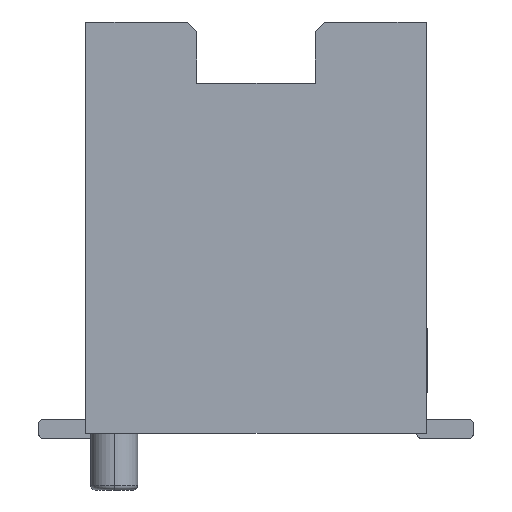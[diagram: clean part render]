
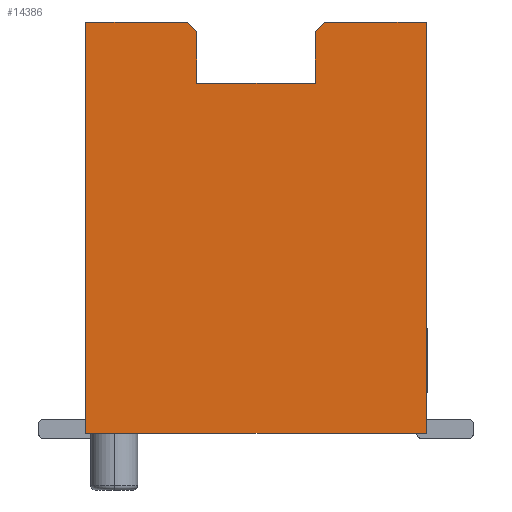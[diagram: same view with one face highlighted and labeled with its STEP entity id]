
A CAD part, left-side view. The second image highlights one B-rep face of the part: STEP entity #14386.
In plain terms, the highlighted planar face has unit normal (-1, 0, 0).
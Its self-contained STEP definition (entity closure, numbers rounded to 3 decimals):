
#329 = CARTESIAN_POINT ( 'NONE',  ( -3.6, 1.8, 0. ) ) ;
#866 = VERTEX_POINT ( 'NONE', #20448 ) ;
#885 = LINE ( 'NONE', #6641, #5451 ) ;
#1211 = DIRECTION ( 'NONE',  ( 0., 0.707, 0.707 ) ) ;
#1994 = VERTEX_POINT ( 'NONE', #4994 ) ;
#2007 = DIRECTION ( 'NONE',  ( 0., -1., 0. ) ) ;
#2957 = CARTESIAN_POINT ( 'NONE',  ( -3.6, 1.8, 4.35 ) ) ;
#4349 = EDGE_LOOP ( 'NONE', ( #22380, #20171, #23825, #35424, #7446, #15640, #4523, #34979, #5780, #7629 ) ) ;
#4523 = ORIENTED_EDGE ( 'NONE', *, *, #14027, .F. ) ;
#4602 = CARTESIAN_POINT ( 'NONE',  ( -3.6, -0.625, 4.25 ) ) ;
#4994 = CARTESIAN_POINT ( 'NONE',  ( -3.6, 0.725, 4.35 ) ) ;
#5451 = VECTOR ( 'NONE', #1211, 1000. ) ;
#5753 = EDGE_CURVE ( 'NONE', #17883, #9928, #18002, .T. ) ;
#5780 = ORIENTED_EDGE ( 'NONE', *, *, #12103, .T. ) ;
#6632 = VERTEX_POINT ( 'NONE', #20362 ) ;
#6641 = CARTESIAN_POINT ( 'NONE',  ( -3.6, 0.625, 4.25 ) ) ;
#6983 = LINE ( 'NONE', #18322, #15454 ) ;
#7399 = CARTESIAN_POINT ( 'NONE',  ( -3.6, 1.8, 4.35 ) ) ;
#7446 = ORIENTED_EDGE ( 'NONE', *, *, #33963, .T. ) ;
#7629 = ORIENTED_EDGE ( 'NONE', *, *, #5753, .F. ) ;
#7745 = CARTESIAN_POINT ( 'NONE',  ( -3.6, -0.725, 4.35 ) ) ;
#7948 = DIRECTION ( 'NONE',  ( 0., 0., -1. ) ) ;
#8123 = LINE ( 'NONE', #14071, #13580 ) ;
#8218 = EDGE_CURVE ( 'NONE', #866, #19214, #24603, .T. ) ;
#8429 = CARTESIAN_POINT ( 'NONE',  ( -3.6, 1.8, 4.35 ) ) ;
#8492 = DIRECTION ( 'NONE',  ( 0., -1., 0. ) ) ;
#8721 = VECTOR ( 'NONE', #16001, 1000. ) ;
#8730 = CARTESIAN_POINT ( 'NONE',  ( -3.6, -1.8, 4.35 ) ) ;
#9086 = CARTESIAN_POINT ( 'NONE',  ( -3.6, 0.625, 4.25 ) ) ;
#9255 = DIRECTION ( 'NONE',  ( 0., 0., -1. ) ) ;
#9928 = VERTEX_POINT ( 'NONE', #29632 ) ;
#12103 = EDGE_CURVE ( 'NONE', #29983, #9928, #33889, .T. ) ;
#12988 = LINE ( 'NONE', #30599, #25013 ) ;
#13580 = VECTOR ( 'NONE', #19452, 1000. ) ;
#13816 = VERTEX_POINT ( 'NONE', #7745 ) ;
#14027 = EDGE_CURVE ( 'NONE', #32707, #1994, #6983, .T. ) ;
#14071 = CARTESIAN_POINT ( 'NONE',  ( -3.6, 0.625, 3.7 ) ) ;
#14298 = DIRECTION ( 'NONE',  ( 1., 0., 0. ) ) ;
#14386 = ADVANCED_FACE ( 'NONE', ( #14493 ), #28376, .F. ) ;
#14493 = FACE_OUTER_BOUND ( 'NONE', #4349, .T. ) ;
#14717 = EDGE_CURVE ( 'NONE', #22357, #1994, #885, .T. ) ;
#15454 = VECTOR ( 'NONE', #34802, 1000. ) ;
#15640 = ORIENTED_EDGE ( 'NONE', *, *, #14717, .T. ) ;
#16001 = DIRECTION ( 'NONE',  ( 0., -1., 0. ) ) ;
#17883 = VERTEX_POINT ( 'NONE', #8730 ) ;
#18002 = LINE ( 'NONE', #26539, #23258 ) ;
#18322 = CARTESIAN_POINT ( 'NONE',  ( -3.6, 1.8, 4.35 ) ) ;
#18945 = EDGE_CURVE ( 'NONE', #13816, #19214, #24672, .T. ) ;
#19214 = VERTEX_POINT ( 'NONE', #26484 ) ;
#19452 = DIRECTION ( 'NONE',  ( 0., 0., 1. ) ) ;
#19814 = VECTOR ( 'NONE', #22216, 1000. ) ;
#20171 = ORIENTED_EDGE ( 'NONE', *, *, #18945, .T. ) ;
#20362 = CARTESIAN_POINT ( 'NONE',  ( -3.6, 0.625, 3.7 ) ) ;
#20448 = CARTESIAN_POINT ( 'NONE',  ( -3.6, -0.625, 3.7 ) ) ;
#21245 = DIRECTION ( 'NONE',  ( 0., 0., 1. ) ) ;
#22216 = DIRECTION ( 'NONE',  ( 0., 0.707, -0.707 ) ) ;
#22357 = VERTEX_POINT ( 'NONE', #9086 ) ;
#22380 = ORIENTED_EDGE ( 'NONE', *, *, #32859, .F. ) ;
#23258 = VECTOR ( 'NONE', #9255, 1000. ) ;
#23385 = DIRECTION ( 'NONE',  ( 0., 1., 0. ) ) ;
#23825 = ORIENTED_EDGE ( 'NONE', *, *, #8218, .F. ) ;
#24603 = LINE ( 'NONE', #30299, #26854 ) ;
#24672 = LINE ( 'NONE', #4602, #19814 ) ;
#25013 = VECTOR ( 'NONE', #2007, 1000. ) ;
#25080 = VECTOR ( 'NONE', #8492, 1000. ) ;
#25403 = CARTESIAN_POINT ( 'NONE',  ( -3.6, 1.8, 0. ) ) ;
#26168 = AXIS2_PLACEMENT_3D ( 'NONE', #2957, #14298, #23385 ) ;
#26484 = CARTESIAN_POINT ( 'NONE',  ( -3.6, -0.625, 4.25 ) ) ;
#26539 = CARTESIAN_POINT ( 'NONE',  ( -3.6, -1.8, 4.35 ) ) ;
#26854 = VECTOR ( 'NONE', #21245, 1000. ) ;
#28376 = PLANE ( 'NONE',  #26168 ) ;
#29125 = EDGE_CURVE ( 'NONE', #32707, #29983, #30209, .T. ) ;
#29632 = CARTESIAN_POINT ( 'NONE',  ( -3.6, -1.8, 0. ) ) ;
#29983 = VERTEX_POINT ( 'NONE', #329 ) ;
#30209 = LINE ( 'NONE', #7399, #34594 ) ;
#30299 = CARTESIAN_POINT ( 'NONE',  ( -3.6, -0.625, 3.7 ) ) ;
#30599 = CARTESIAN_POINT ( 'NONE',  ( -3.6, 0.625, 3.7 ) ) ;
#32353 = CARTESIAN_POINT ( 'NONE',  ( -3.6, 1.8, 4.35 ) ) ;
#32707 = VERTEX_POINT ( 'NONE', #8429 ) ;
#32859 = EDGE_CURVE ( 'NONE', #13816, #17883, #35432, .T. ) ;
#33889 = LINE ( 'NONE', #25403, #25080 ) ;
#33963 = EDGE_CURVE ( 'NONE', #6632, #22357, #8123, .T. ) ;
#34594 = VECTOR ( 'NONE', #7948, 1000. ) ;
#34802 = DIRECTION ( 'NONE',  ( 0., -1., 0. ) ) ;
#34979 = ORIENTED_EDGE ( 'NONE', *, *, #29125, .T. ) ;
#35424 = ORIENTED_EDGE ( 'NONE', *, *, #36250, .F. ) ;
#35432 = LINE ( 'NONE', #32353, #8721 ) ;
#36250 = EDGE_CURVE ( 'NONE', #6632, #866, #12988, .T. ) ;
